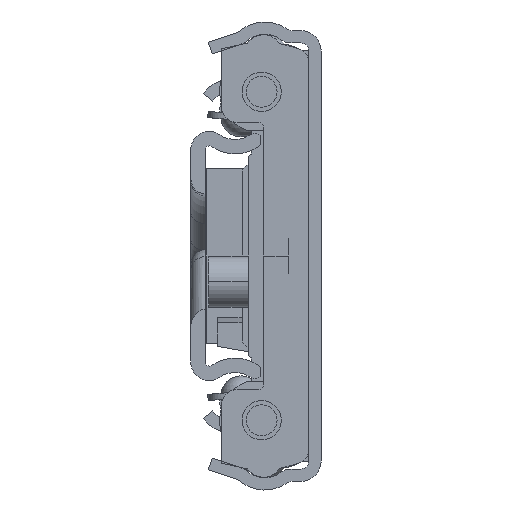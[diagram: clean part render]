
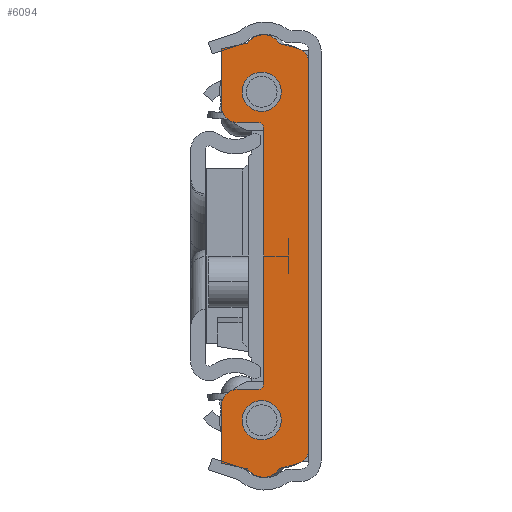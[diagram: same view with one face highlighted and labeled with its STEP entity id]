
A CAD part, front view. The second image highlights one B-rep face of the part: STEP entity #6094.
In plain terms, the highlighted face is planar.
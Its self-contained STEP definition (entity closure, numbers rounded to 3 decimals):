
#4629=CARTESIAN_POINT('',(-1.3,59.,16.));
#4630=DIRECTION('',(0.,-1.,0.));
#4631=DIRECTION('',(1.,0.,0.));
#4632=AXIS2_PLACEMENT_3D('',#4629,#4630,#4631);
#4634=CARTESIAN_POINT('',(-1.3,59.,16.));
#4635=DIRECTION('',(0.,-1.,0.));
#4636=DIRECTION('',(-1.,0.,0.));
#4637=AXIS2_PLACEMENT_3D('',#4634,#4635,#4636);
#4639=CARTESIAN_POINT('',(-1.3,59.,-16.));
#4640=DIRECTION('',(0.,-1.,0.));
#4641=DIRECTION('',(1.,0.,0.));
#4642=AXIS2_PLACEMENT_3D('',#4639,#4640,#4641);
#4644=CARTESIAN_POINT('',(-1.3,59.,-16.));
#4645=DIRECTION('',(0.,-1.,0.));
#4646=DIRECTION('',(-1.,0.,0.));
#4647=AXIS2_PLACEMENT_3D('',#4644,#4645,#4646);
#4649=CARTESIAN_POINT('',(-1.,59.,12.5));
#4650=DIRECTION('',(0.,-1.,0.));
#4651=DIRECTION('',(0.,0.,1.));
#4652=AXIS2_PLACEMENT_3D('',#4649,#4650,#4651);
#4654=DIRECTION('',(-1.,0.,0.));
#4655=VECTOR('',#4654,2.1);
#4656=CARTESIAN_POINT('',(1.1,59.,13.));
#4657=LINE('',#4656,#4655);
#4658=CARTESIAN_POINT('',(1.1,59.,14.5));
#4659=DIRECTION('',(0.,1.,0.));
#4660=DIRECTION('',(1.,0.,0.));
#4661=AXIS2_PLACEMENT_3D('',#4658,#4659,#4660);
#4663=DIRECTION('',(0.,0.,-1.));
#4664=VECTOR('',#4663,5.687);
#4665=CARTESIAN_POINT('',(2.6,59.,20.187));
#4666=LINE('',#4665,#4664);
#4667=DIRECTION('',(0.978,0.,-0.211));
#4668=VECTOR('',#4667,2.628);
#4669=CARTESIAN_POINT('',(0.03,59.,20.74));
#4670=LINE('',#4669,#4668);
#4671=CARTESIAN_POINT('',(-1.5,59.,19.699));
#4672=DIRECTION('',(0.,1.,0.));
#4673=DIRECTION('',(-0.841,0.,0.541));
#4674=AXIS2_PLACEMENT_3D('',#4671,#4672,#4673);
#4676=DIRECTION('',(0.966,0.,0.259));
#4677=VECTOR('',#4676,1.792);
#4678=CARTESIAN_POINT('',(-4.788,59.,20.236));
#4679=LINE('',#4678,#4677);
#4680=CARTESIAN_POINT('',(-4.4,59.,18.787));
#4681=DIRECTION('',(0.,1.,0.));
#4682=DIRECTION('',(-1.,0.,0.));
#4683=AXIS2_PLACEMENT_3D('',#4680,#4681,#4682);
#4685=DIRECTION('',(0.,0.,1.));
#4686=VECTOR('',#4685,37.575);
#4687=CARTESIAN_POINT('',(-5.9,59.,-18.787));
#4688=LINE('',#4687,#4686);
#4689=CARTESIAN_POINT('',(-4.4,59.,-18.787));
#4690=DIRECTION('',(0.,1.,0.));
#4691=DIRECTION('',(-0.259,0.,-0.966));
#4692=AXIS2_PLACEMENT_3D('',#4689,#4690,#4691);
#4694=DIRECTION('',(-0.966,0.,0.259));
#4695=VECTOR('',#4694,1.792);
#4696=CARTESIAN_POINT('',(-3.057,59.,-20.7));
#4697=LINE('',#4696,#4695);
#4698=CARTESIAN_POINT('',(-1.5,59.,-19.699));
#4699=DIRECTION('',(0.,1.,0.));
#4700=DIRECTION('',(0.827,0.,-0.563));
#4701=AXIS2_PLACEMENT_3D('',#4698,#4699,#4700);
#4703=DIRECTION('',(-0.978,0.,-0.211));
#4704=VECTOR('',#4703,2.628);
#4705=CARTESIAN_POINT('',(2.6,59.,-20.187));
#4706=LINE('',#4705,#4704);
#4707=DIRECTION('',(0.,0.,-1.));
#4708=VECTOR('',#4707,5.687);
#4709=CARTESIAN_POINT('',(2.6,59.,-14.5));
#4710=LINE('',#4709,#4708);
#4711=CARTESIAN_POINT('',(1.1,59.,-14.5));
#4712=DIRECTION('',(0.,1.,0.));
#4713=DIRECTION('',(0.,0.,1.));
#4714=AXIS2_PLACEMENT_3D('',#4711,#4712,#4713);
#4716=DIRECTION('',(1.,0.,0.));
#4717=VECTOR('',#4716,2.1);
#4718=CARTESIAN_POINT('',(-1.,59.,-13.));
#4719=LINE('',#4718,#4717);
#4720=CARTESIAN_POINT('',(-1.,59.,-12.5));
#4721=DIRECTION('',(0.,-1.,0.));
#4722=DIRECTION('',(-1.,0.,0.));
#4723=AXIS2_PLACEMENT_3D('',#4720,#4721,#4722);
#4785=DIRECTION('',(0.,0.,-1.));
#4786=VECTOR('',#4785,25.);
#4787=CARTESIAN_POINT('',(-1.5,59.,12.5));
#4788=LINE('',#4787,#4786);
#5589=CARTESIAN_POINT('',(0.2,59.,16.));
#5590=CARTESIAN_POINT('',(-2.8,59.,16.));
#5591=VERTEX_POINT('',#5589);
#5592=VERTEX_POINT('',#5590);
#5593=CARTESIAN_POINT('',(0.2,59.,-16.));
#5594=CARTESIAN_POINT('',(-2.8,59.,-16.));
#5595=VERTEX_POINT('',#5593);
#5596=VERTEX_POINT('',#5594);
#5597=CARTESIAN_POINT('',(-5.9,59.,-18.787));
#5598=CARTESIAN_POINT('',(-5.9,59.,18.787));
#5599=VERTEX_POINT('',#5597);
#5600=VERTEX_POINT('',#5598);
#5601=CARTESIAN_POINT('',(-4.788,59.,20.236));
#5602=VERTEX_POINT('',#5601);
#5603=CARTESIAN_POINT('',(-3.057,59.,20.7));
#5604=VERTEX_POINT('',#5603);
#5605=CARTESIAN_POINT('',(0.03,59.,20.74));
#5606=VERTEX_POINT('',#5605);
#5607=CARTESIAN_POINT('',(2.6,59.,20.187));
#5608=VERTEX_POINT('',#5607);
#5609=CARTESIAN_POINT('',(2.6,59.,14.5));
#5610=VERTEX_POINT('',#5609);
#5611=CARTESIAN_POINT('',(1.1,59.,13.));
#5612=VERTEX_POINT('',#5611);
#5613=CARTESIAN_POINT('',(-1.,59.,13.));
#5614=VERTEX_POINT('',#5613);
#5615=CARTESIAN_POINT('',(-1.5,59.,12.5));
#5616=VERTEX_POINT('',#5615);
#5617=CARTESIAN_POINT('',(-1.5,59.,-12.5));
#5618=CARTESIAN_POINT('',(-1.,59.,-13.));
#5619=VERTEX_POINT('',#5617);
#5620=VERTEX_POINT('',#5618);
#5621=CARTESIAN_POINT('',(1.1,59.,-13.));
#5622=VERTEX_POINT('',#5621);
#5623=CARTESIAN_POINT('',(2.6,59.,-14.5));
#5624=VERTEX_POINT('',#5623);
#5625=CARTESIAN_POINT('',(2.6,59.,-20.187));
#5626=VERTEX_POINT('',#5625);
#5627=CARTESIAN_POINT('',(0.03,59.,-20.74));
#5628=VERTEX_POINT('',#5627);
#5629=CARTESIAN_POINT('',(-3.057,59.,-20.7));
#5630=VERTEX_POINT('',#5629);
#5631=CARTESIAN_POINT('',(-4.788,59.,-20.236));
#5632=VERTEX_POINT('',#5631);
#6041=CARTESIAN_POINT('',(0.,59.,0.));
#6042=DIRECTION('',(0.,1.,0.));
#6043=DIRECTION('',(1.,0.,0.));
#6044=AXIS2_PLACEMENT_3D('',#6041,#6042,#6043);
#6045=PLANE('',#6044);
#6047=ORIENTED_EDGE('',*,*,#6046,.F.);
#6049=ORIENTED_EDGE('',*,*,#6048,.F.);
#6051=ORIENTED_EDGE('',*,*,#6050,.F.);
#6053=ORIENTED_EDGE('',*,*,#6052,.F.);
#6055=ORIENTED_EDGE('',*,*,#6054,.F.);
#6057=ORIENTED_EDGE('',*,*,#6056,.F.);
#6059=ORIENTED_EDGE('',*,*,#6058,.F.);
#6061=ORIENTED_EDGE('',*,*,#6060,.F.);
#6063=ORIENTED_EDGE('',*,*,#6062,.F.);
#6065=ORIENTED_EDGE('',*,*,#6064,.F.);
#6067=ORIENTED_EDGE('',*,*,#6066,.F.);
#6069=ORIENTED_EDGE('',*,*,#6068,.F.);
#6071=ORIENTED_EDGE('',*,*,#6070,.F.);
#6073=ORIENTED_EDGE('',*,*,#6072,.F.);
#6075=ORIENTED_EDGE('',*,*,#6074,.F.);
#6077=ORIENTED_EDGE('',*,*,#6076,.F.);
#6079=ORIENTED_EDGE('',*,*,#6078,.F.);
#6081=ORIENTED_EDGE('',*,*,#6080,.F.);
#6082=EDGE_LOOP('',(#6047,#6049,#6051,#6053,#6055,#6057,#6059,#6061,#6063,#6065,
#6067,#6069,#6071,#6073,#6075,#6077,#6079,#6081));
#6083=FACE_OUTER_BOUND('',#6082,.F.);
#6085=ORIENTED_EDGE('',*,*,#6084,.F.);
#6087=ORIENTED_EDGE('',*,*,#6086,.F.);
#6088=EDGE_LOOP('',(#6085,#6087));
#6089=FACE_BOUND('',#6088,.F.);
#6090=ORIENTED_EDGE('',*,*,#5962,.F.);
#6091=ORIENTED_EDGE('',*,*,#6022,.F.);
#6092=EDGE_LOOP('',(#6090,#6091));
#6093=FACE_BOUND('',#6092,.F.);
#6094=ADVANCED_FACE('',(#6083,#6089,#6093),#6045,.T.);
#4633=CIRCLE('',#4632,1.5);
#4638=CIRCLE('',#4637,1.5);
#4643=CIRCLE('',#4642,1.5);
#4648=CIRCLE('',#4647,1.5);
#4653=CIRCLE('',#4652,0.5);
#4662=CIRCLE('',#4661,1.5);
#4675=CIRCLE('',#4674,1.851);
#4684=CIRCLE('',#4683,1.5);
#4693=CIRCLE('',#4692,1.5);
#4702=CIRCLE('',#4701,1.851);
#4715=CIRCLE('',#4714,1.5);
#4724=CIRCLE('',#4723,0.5);
#5962=EDGE_CURVE('',#5591,#5592,#4633,.T.);
#6022=EDGE_CURVE('',#5592,#5591,#4638,.T.);
#6046=EDGE_CURVE('',#5616,#5619,#4788,.T.);
#6048=EDGE_CURVE('',#5614,#5616,#4653,.T.);
#6050=EDGE_CURVE('',#5612,#5614,#4657,.T.);
#6052=EDGE_CURVE('',#5610,#5612,#4662,.T.);
#6054=EDGE_CURVE('',#5608,#5610,#4666,.T.);
#6056=EDGE_CURVE('',#5606,#5608,#4670,.T.);
#6058=EDGE_CURVE('',#5604,#5606,#4675,.T.);
#6060=EDGE_CURVE('',#5602,#5604,#4679,.T.);
#6062=EDGE_CURVE('',#5600,#5602,#4684,.T.);
#6064=EDGE_CURVE('',#5599,#5600,#4688,.T.);
#6066=EDGE_CURVE('',#5632,#5599,#4693,.T.);
#6068=EDGE_CURVE('',#5630,#5632,#4697,.T.);
#6070=EDGE_CURVE('',#5628,#5630,#4702,.T.);
#6072=EDGE_CURVE('',#5626,#5628,#4706,.T.);
#6074=EDGE_CURVE('',#5624,#5626,#4710,.T.);
#6076=EDGE_CURVE('',#5622,#5624,#4715,.T.);
#6078=EDGE_CURVE('',#5620,#5622,#4719,.T.);
#6080=EDGE_CURVE('',#5619,#5620,#4724,.T.);
#6084=EDGE_CURVE('',#5595,#5596,#4643,.T.);
#6086=EDGE_CURVE('',#5596,#5595,#4648,.T.);
